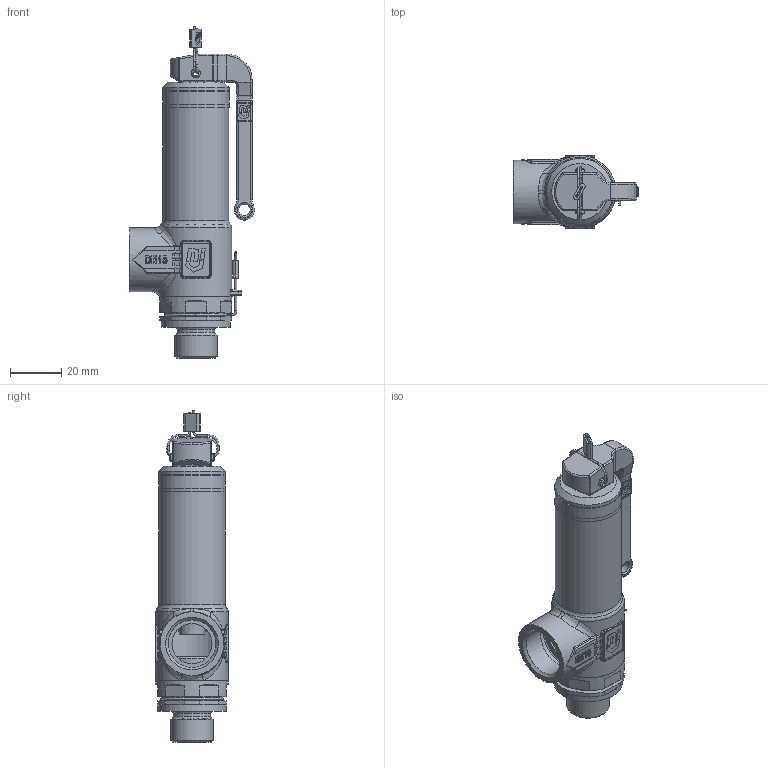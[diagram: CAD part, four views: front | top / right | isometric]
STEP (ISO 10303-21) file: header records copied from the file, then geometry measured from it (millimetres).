
FILE_DESCRIPTION(('HOOPS Exchange Step'),'2;1');
FILE_NAME('SV14-DN10-10-15-Hebel.stp','2026-02-20T11:19:56+01:00',('nieru'),('Unknown organisation'),'HOOPS Exchange 2024.2','HOOPS Exchange','Unknown authorisation');
FILE_SCHEMA( ('AP203_CONFIGURATION_CONTROLLED_3D_DESIGN_OF_MECHANICAL_PARTS_AND_ASSEMBLIES_MIM_LF') );
Length unit declared in the file: millimetre
Products named in the file (2): 0; root
Assembly tree (1 placements, depth 2):
  root
    0
Bounding box: 49 x 28.6 x 130 mm (x, y, z)
Volume: 38407.8 mm3; surface area: 27658.7 mm2
Topology: 10 solids, 10 shells, 868 faces, 2351 edges, 1539 vertices
Faces by surface type: plane 420, cylinder 211, bspline 125, torus 83, cone 25, sphere 4
Full cylindrical faces by diameter (mm): 0.7 x16, 2 x1, 2.817 x2, 3.7 x2, 4.5 x1, 7.5 x1, 8.2 x1, 9.1 x1, 14.7 x1, 15.7 x1, 16.6 x1, 18 x1, 18.6 x1, 19 x1, 19.9 x2, 20.4 x1, 20.5 x1, 21.2 x1, 22 x2, 22.45 x1, 22.55 x1, 24 x3, 25 x2, 25.45 x1, 25.9 x1, 26 x3, 27 x1, 28.3 x1
Entity records: 37600 total; most frequent: CARTESIAN_POINT 16576, ORIENTED_EDGE 4668, DIRECTION 3937, EDGE_CURVE 2334, VERTEX_POINT 1539, AXIS2_PLACEMENT_3D 1364, VECTOR 1209, LINE 1209
